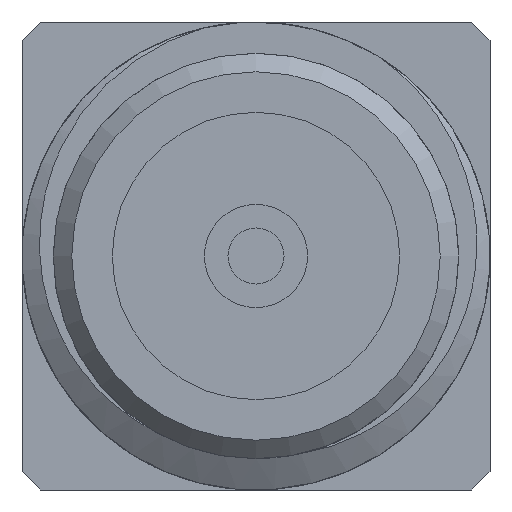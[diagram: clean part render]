
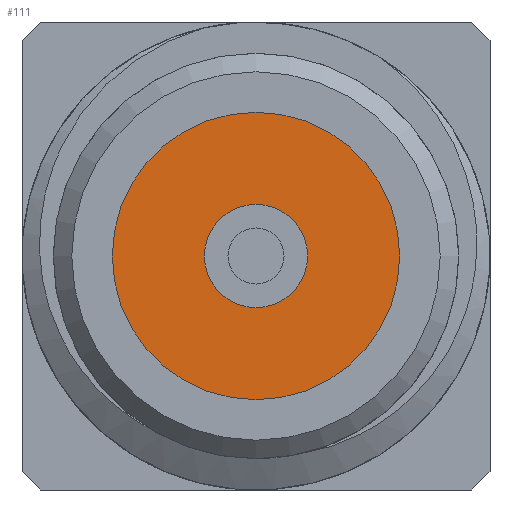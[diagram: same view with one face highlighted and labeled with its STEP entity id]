
A CAD part, front view. The second image highlights one B-rep face of the part: STEP entity #111.
In plain terms, the highlighted planar face has unit normal (0, -1, 0).
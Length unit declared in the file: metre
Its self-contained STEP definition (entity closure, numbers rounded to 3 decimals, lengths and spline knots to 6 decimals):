
#111 = ADVANCED_FACE( '', ( #273, #274 ), #275, .T. );
#273 = FACE_OUTER_BOUND( '', #505, .T. );
#274 = FACE_BOUND( '', #506, .T. );
#275 = PLANE( '', #507 );
#505 = EDGE_LOOP( '', ( #2494 ) );
#506 = EDGE_LOOP( '', ( #2495 ) );
#507 = AXIS2_PLACEMENT_3D( '', #2496, #2497, #2498 );
#2494 = ORIENTED_EDGE( '', *, *, #5127, .T. );
#2495 = ORIENTED_EDGE( '', *, *, #5128, .F. );
#2496 = CARTESIAN_POINT( '', ( 0., -0.00752, 0. ) );
#2497 = DIRECTION( '', ( 0., -1., 0. ) );
#2498 = DIRECTION( '', ( 1., 0., 0. ) );
#5127 = EDGE_CURVE( '', #5348, #5348, #5349, .T. );
#5128 = EDGE_CURVE( '', #5350, #5350, #5351, .T. );
#5348 = VERTEX_POINT( '', #5693 );
#5349 = CIRCLE( '', #5694, 0.00195 );
#5350 = VERTEX_POINT( '', #5695 );
#5351 = CIRCLE( '', #5696, 0.0007 );
#5693 = CARTESIAN_POINT( '', ( 0., -0.00752, -0.00195 ) );
#5694 = AXIS2_PLACEMENT_3D( '', #6391, #6392, #6393 );
#5695 = CARTESIAN_POINT( '', ( 0., -0.00752, -0.0007 ) );
#5696 = AXIS2_PLACEMENT_3D( '', #6394, #6395, #6396 );
#6391 = CARTESIAN_POINT( '', ( 0., -0.00752, 0. ) );
#6392 = DIRECTION( '', ( 0., -1., 0. ) );
#6393 = DIRECTION( '', ( 0., 0., -1. ) );
#6394 = CARTESIAN_POINT( '', ( 0., -0.00752, 0. ) );
#6395 = DIRECTION( '', ( 0., -1., 0. ) );
#6396 = DIRECTION( '', ( 0., 0., -1. ) );
